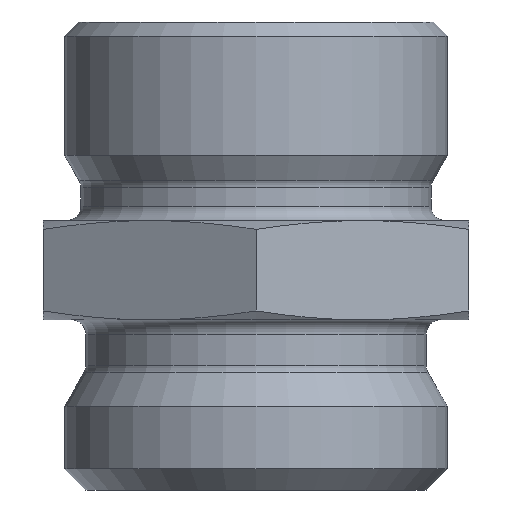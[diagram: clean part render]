
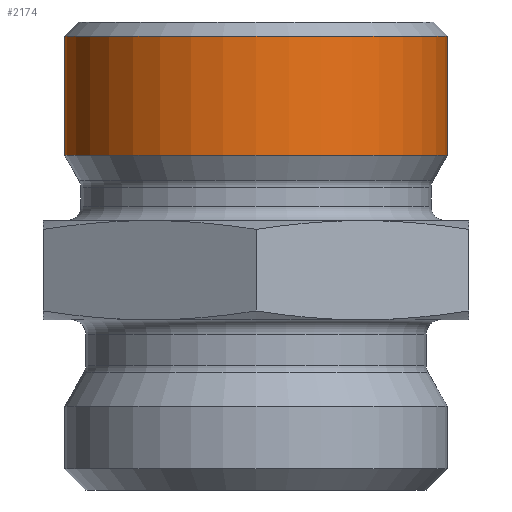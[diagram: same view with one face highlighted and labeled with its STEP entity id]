
A CAD part, front view. The second image highlights one B-rep face of the part: STEP entity #2174.
In plain terms, the highlighted cylindrical face has radius 13.5 mm (diameter 27 mm), a full revolution.
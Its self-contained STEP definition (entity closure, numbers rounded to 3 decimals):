
#2128=CARTESIAN_POINT('',(8.066,6.723,23.592));
#2129=VERTEX_POINT('',#2128);
#2130=CARTESIAN_POINT('',(-5.434,6.723,23.592));
#2131=DIRECTION('',(0.0,0.0,-1.0));
#2132=DIRECTION('',(-1.0,0.0,0.0));
#2133=AXIS2_PLACEMENT_3D('',#2130,#2131,#2132);
#2134=CIRCLE('',#2133,13.5);
#2135=EDGE_CURVE('',#2129,#2129,#2134,.T.);
#2155=CARTESIAN_POINT('',(-5.434,6.723,33.0));
#2156=DIRECTION('',(0.0,0.0,-1.0));
#2157=DIRECTION('',(-1.0,0.0,0.0));
#2158=AXIS2_PLACEMENT_3D('',#2155,#2156,#2157);
#2159=CYLINDRICAL_SURFACE('',#2158,13.5);
#2160=CARTESIAN_POINT('',(8.066,6.723,32.0));
#2161=VERTEX_POINT('',#2160);
#2162=CARTESIAN_POINT('',(-5.434,6.723,32.0));
#2163=DIRECTION('',(0.0,0.0,1.0));
#2164=DIRECTION('',(-1.0,0.0,0.0));
#2165=AXIS2_PLACEMENT_3D('',#2162,#2163,#2164);
#2166=CIRCLE('',#2165,13.5);
#2167=EDGE_CURVE('',#2161,#2161,#2166,.T.);
#2168=ORIENTED_EDGE('',*,*,#2167,.F.);
#2169=EDGE_LOOP('',(#2168));
#2170=FACE_OUTER_BOUND('',#2169,.T.);
#2171=ORIENTED_EDGE('',*,*,#2135,.F.);
#2172=EDGE_LOOP('',(#2171));
#2173=FACE_BOUND('',#2172,.T.);
#2174=ADVANCED_FACE('',(#2170,#2173),#2159,.T.);
